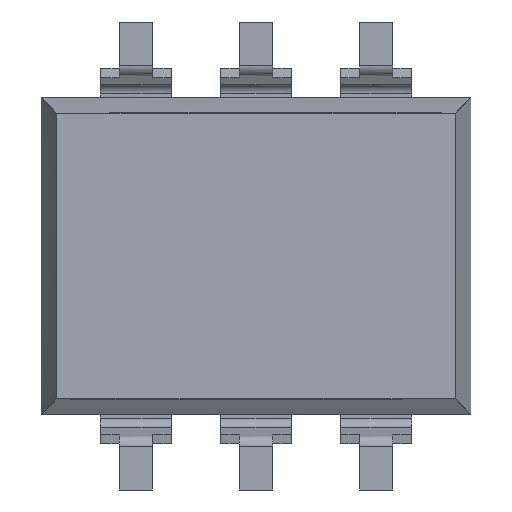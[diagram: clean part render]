
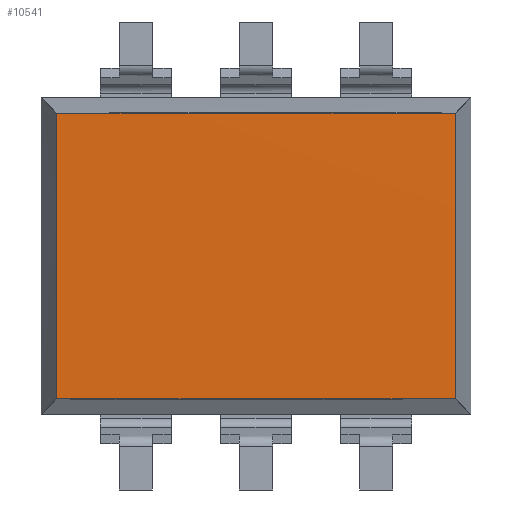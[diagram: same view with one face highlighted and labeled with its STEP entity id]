
A CAD part, front view. The second image highlights one B-rep face of the part: STEP entity #10541.
In plain terms, the highlighted planar face has unit normal (0, -1, 0).
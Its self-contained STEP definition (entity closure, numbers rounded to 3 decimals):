
#138 = EDGE_CURVE ( 'NONE', #7442, #2192, #4739, .T. ) ;
#261 = DIRECTION ( 'NONE',  ( 1., 0., 0. ) ) ;
#2192 = VERTEX_POINT ( 'NONE', #11617 ) ;
#2218 = EDGE_CURVE ( 'NONE', #11562, #6450, #6314, .T. ) ;
#3500 = CARTESIAN_POINT ( 'NONE',  ( 4.219, 0.005, -3.024 ) ) ;
#3938 = ORIENTED_EDGE ( 'NONE', *, *, #138, .F. ) ;
#4116 = CARTESIAN_POINT ( 'NONE',  ( 0., 0., 3.021 ) ) ;
#4732 = EDGE_CURVE ( 'NONE', #6450, #7442, #6889, .T. ) ;
#4739 = LINE ( 'NONE', #8552, #12153 ) ;
#5057 = CARTESIAN_POINT ( 'NONE',  ( 0., 0., -3.021 ) ) ;
#5293 = CARTESIAN_POINT ( 'NONE',  ( 0., 0., 0. ) ) ;
#5315 = CARTESIAN_POINT ( 'NONE',  ( 4.216, 0., 0. ) ) ;
#6000 = LINE ( 'NONE', #4116, #10050 ) ;
#6314 = LINE ( 'NONE', #5315, #11189 ) ;
#6450 = VERTEX_POINT ( 'NONE', #3500 ) ;
#6746 = DIRECTION ( 'NONE',  ( 0., 0., 1. ) ) ;
#6889 = LINE ( 'NONE', #5057, #11878 ) ;
#7192 = DIRECTION ( 'NONE',  ( 0., 0., -1. ) ) ;
#7230 = DIRECTION ( 'NONE',  ( 0., 0., 1. ) ) ;
#7246 = ORIENTED_EDGE ( 'NONE', *, *, #9639, .F. ) ;
#7442 = VERTEX_POINT ( 'NONE', #9846 ) ;
#8358 = CARTESIAN_POINT ( 'NONE',  ( 4.219, 0.005, 3.024 ) ) ;
#8552 = CARTESIAN_POINT ( 'NONE',  ( -4.216, 0., 0. ) ) ;
#8688 = AXIS2_PLACEMENT_3D ( 'NONE', #5293, #12070, #7230 ) ;
#9639 = EDGE_CURVE ( 'NONE', #2192, #11562, #6000, .T. ) ;
#9759 = EDGE_LOOP ( 'NONE', ( #11367, #11951, #7246, #3938 ) ) ;
#9846 = CARTESIAN_POINT ( 'NONE',  ( -4.219, 0.005, -3.024 ) ) ;
#9881 = DIRECTION ( 'NONE',  ( -1., 0., 0. ) ) ;
#10050 = VECTOR ( 'NONE', #261, 1000. ) ;
#10221 = PLANE ( 'NONE',  #8688 ) ;
#10541 = ADVANCED_FACE ( 'NONE', ( #11219 ), #10221, .F. ) ;
#11189 = VECTOR ( 'NONE', #7192, 1000. ) ;
#11219 = FACE_OUTER_BOUND ( 'NONE', #9759, .T. ) ;
#11367 = ORIENTED_EDGE ( 'NONE', *, *, #4732, .F. ) ;
#11562 = VERTEX_POINT ( 'NONE', #8358 ) ;
#11617 = CARTESIAN_POINT ( 'NONE',  ( -4.219, 0.005, 3.024 ) ) ;
#11878 = VECTOR ( 'NONE', #9881, 1000. ) ;
#11951 = ORIENTED_EDGE ( 'NONE', *, *, #2218, .F. ) ;
#12070 = DIRECTION ( 'NONE',  ( 0., 1., 0. ) ) ;
#12153 = VECTOR ( 'NONE', #6746, 1000. ) ;
